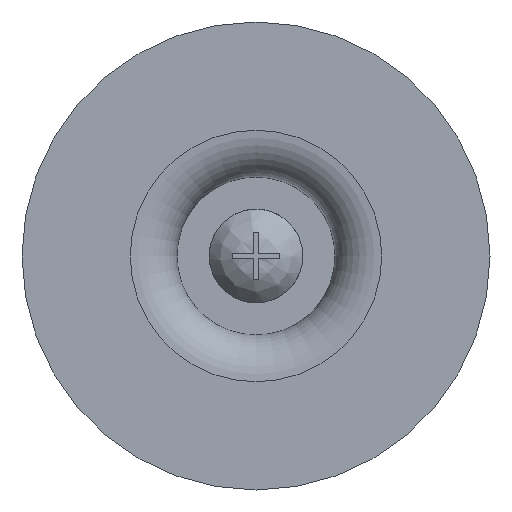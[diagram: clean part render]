
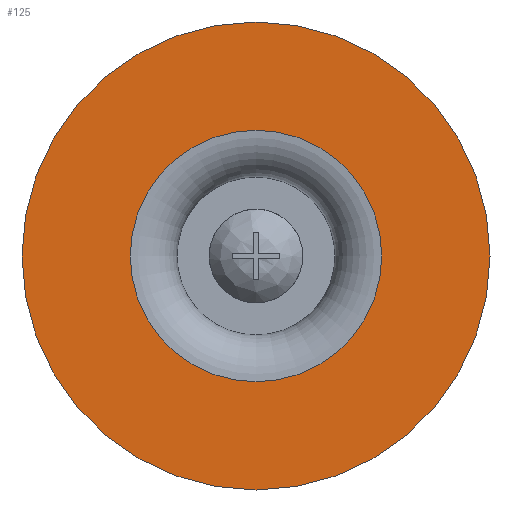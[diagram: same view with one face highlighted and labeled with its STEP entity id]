
A CAD part, front view. The second image highlights one B-rep face of the part: STEP entity #125.
In plain terms, the highlighted planar face has unit normal (0, -1, 0).
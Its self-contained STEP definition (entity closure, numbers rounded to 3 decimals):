
#125 = ADVANCED_FACE( '', ( #269, #270 ), #271, .F. );
#269 = FACE_BOUND( '', #458, .T. );
#270 = FACE_OUTER_BOUND( '', #459, .T. );
#271 = PLANE( '', #460 );
#458 = EDGE_LOOP( '', ( #726 ) );
#459 = EDGE_LOOP( '', ( #727 ) );
#460 = AXIS2_PLACEMENT_3D( '', #728, #729, #730 );
#726 = ORIENTED_EDGE( '', *, *, #970, .F. );
#727 = ORIENTED_EDGE( '', *, *, #947, .T. );
#728 = CARTESIAN_POINT( '', ( 20., 0., 0. ) );
#729 = DIRECTION( '', ( 0., 1., 0. ) );
#730 = DIRECTION( '', ( 0., 0., 1. ) );
#947 = EDGE_CURVE( '', #1127, #1127, #1128, .T. );
#970 = EDGE_CURVE( '', #1159, #1159, #1160, .T. );
#1127 = VERTEX_POINT( '', #1476 );
#1128 = CIRCLE( '', #1477, 20. );
#1159 = VERTEX_POINT( '', #1519 );
#1160 = CIRCLE( '', #1520, 10.75 );
#1476 = CARTESIAN_POINT( '', ( 0., 0., -20. ) );
#1477 = AXIS2_PLACEMENT_3D( '', #1644, #1645, #1646 );
#1519 = CARTESIAN_POINT( '', ( 0., 0., -10.75 ) );
#1520 = AXIS2_PLACEMENT_3D( '', #1670, #1671, #1672 );
#1644 = CARTESIAN_POINT( '', ( 0., 0., 0. ) );
#1645 = DIRECTION( '', ( 0., -1., 0. ) );
#1646 = DIRECTION( '', ( 0., 0., -1. ) );
#1670 = CARTESIAN_POINT( '', ( 0., 0., 0. ) );
#1671 = DIRECTION( '', ( 0., -1., 0. ) );
#1672 = DIRECTION( '', ( 0., 0., -1. ) );
